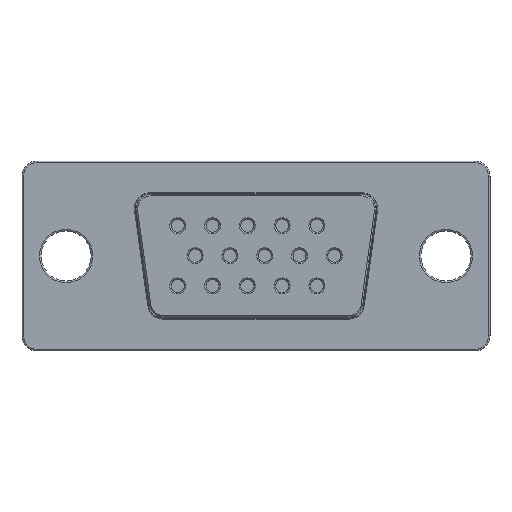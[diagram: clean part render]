
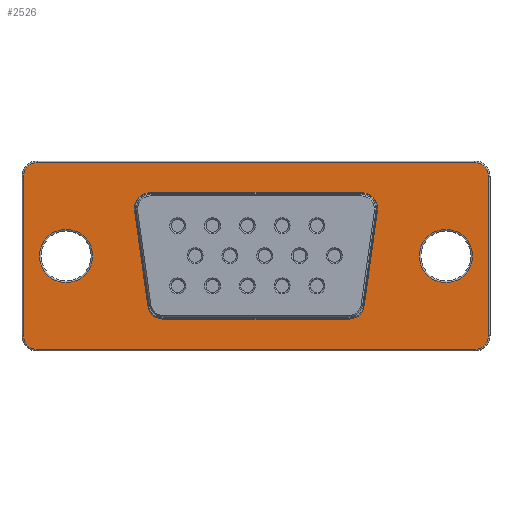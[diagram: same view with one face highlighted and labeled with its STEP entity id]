
A CAD part, top view. The second image highlights one B-rep face of the part: STEP entity #2526.
In plain terms, the highlighted planar face has unit normal (0, 0, 1).
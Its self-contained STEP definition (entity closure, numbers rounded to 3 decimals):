
#2275 = VERTEX_POINT('',#2276);
#2276 = CARTESIAN_POINT('',(-18.408,4.17,4.7));
#2285 = VERTEX_POINT('',#2286);
#2286 = CARTESIAN_POINT('',(-19.308,3.27,4.7));
#2293 = EDGE_CURVE('',#2275,#2285,#2294,.T.);
#2294 = CIRCLE('',#2295,0.9);
#2295 = AXIS2_PLACEMENT_3D('',#2296,#2297,#2298);
#2296 = CARTESIAN_POINT('',(-18.408,3.27,4.7));
#2297 = DIRECTION('',(0.,0.,1.));
#2298 = DIRECTION('',(0.,1.,0.));
#2309 = VERTEX_POINT('',#2310);
#2310 = CARTESIAN_POINT('',(10.393,4.17,4.7));
#2317 = EDGE_CURVE('',#2309,#2275,#2318,.T.);
#2318 = LINE('',#2319,#2320);
#2319 = CARTESIAN_POINT('',(10.393,4.17,4.7));
#2320 = VECTOR('',#2321,1.);
#2321 = DIRECTION('',(-1.,0.,0.));
#2334 = EDGE_CURVE('',#2285,#2335,#2337,.T.);
#2335 = VERTEX_POINT('',#2336);
#2336 = CARTESIAN_POINT('',(-19.308,-7.23,4.7));
#2337 = LINE('',#2338,#2339);
#2338 = CARTESIAN_POINT('',(-19.308,3.27,4.7));
#2339 = VECTOR('',#2340,1.);
#2340 = DIRECTION('',(0.,-1.,0.));
#2359 = VERTEX_POINT('',#2360);
#2360 = CARTESIAN_POINT('',(11.293,3.27,4.7));
#2369 = EDGE_CURVE('',#2359,#2309,#2370,.T.);
#2370 = CIRCLE('',#2371,0.9);
#2371 = AXIS2_PLACEMENT_3D('',#2372,#2373,#2374);
#2372 = CARTESIAN_POINT('',(10.393,3.27,4.7));
#2373 = DIRECTION('',(0.,0.,1.));
#2374 = DIRECTION('',(1.,0.,0.));
#2387 = VERTEX_POINT('',#2388);
#2388 = CARTESIAN_POINT('',(-18.408,-8.13,4.7));
#2395 = EDGE_CURVE('',#2335,#2387,#2396,.T.);
#2396 = CIRCLE('',#2397,0.9);
#2397 = AXIS2_PLACEMENT_3D('',#2398,#2399,#2400);
#2398 = CARTESIAN_POINT('',(-18.408,-7.23,4.7));
#2399 = DIRECTION('',(0.,0.,1.));
#2400 = DIRECTION('',(-1.,0.,0.));
#2411 = VERTEX_POINT('',#2412);
#2412 = CARTESIAN_POINT('',(11.293,-7.23,4.7));
#2419 = EDGE_CURVE('',#2411,#2359,#2420,.T.);
#2420 = LINE('',#2421,#2422);
#2421 = CARTESIAN_POINT('',(11.293,-7.23,4.7));
#2422 = VECTOR('',#2423,1.);
#2423 = DIRECTION('',(0.,1.,0.));
#2436 = EDGE_CURVE('',#2387,#2437,#2439,.T.);
#2437 = VERTEX_POINT('',#2438);
#2438 = CARTESIAN_POINT('',(10.393,-8.13,4.7));
#2439 = LINE('',#2440,#2441);
#2440 = CARTESIAN_POINT('',(-18.408,-8.13,4.7));
#2441 = VECTOR('',#2442,1.);
#2442 = DIRECTION('',(1.,0.,0.));
#2463 = EDGE_CURVE('',#2437,#2411,#2464,.T.);
#2464 = CIRCLE('',#2465,0.9);
#2465 = AXIS2_PLACEMENT_3D('',#2466,#2467,#2468);
#2466 = CARTESIAN_POINT('',(10.393,-7.23,4.7));
#2467 = DIRECTION('',(0.,0.,1.));
#2468 = DIRECTION('',(0.,-1.,0.));
#2479 = VERTEX_POINT('',#2480);
#2480 = CARTESIAN_POINT('',(10.243,-1.98,4.7));
#2489 = EDGE_CURVE('',#2479,#2479,#2490,.T.);
#2490 = CIRCLE('',#2491,1.75);
#2491 = AXIS2_PLACEMENT_3D('',#2492,#2493,#2494);
#2492 = CARTESIAN_POINT('',(8.493,-1.98,4.7));
#2493 = DIRECTION('',(0.,0.,1.));
#2494 = DIRECTION('',(1.,0.,0.));
#2505 = VERTEX_POINT('',#2506);
#2506 = CARTESIAN_POINT('',(-14.758,-1.98,4.7));
#2515 = EDGE_CURVE('',#2505,#2505,#2516,.T.);
#2516 = CIRCLE('',#2517,1.75);
#2517 = AXIS2_PLACEMENT_3D('',#2518,#2519,#2520);
#2518 = CARTESIAN_POINT('',(-16.508,-1.98,4.7));
#2519 = DIRECTION('',(0.,0.,1.));
#2520 = DIRECTION('',(1.,0.,0.));
#2526 = ADVANCED_FACE('',(#2527,#2537,#2540,#2610),#2613,.T.);
#2527 = FACE_BOUND('',#2528,.T.);
#2528 = EDGE_LOOP('',(#2529,#2530,#2531,#2532,#2533,#2534,#2535,#2536));
#2529 = ORIENTED_EDGE('',*,*,#2293,.T.);
#2530 = ORIENTED_EDGE('',*,*,#2334,.T.);
#2531 = ORIENTED_EDGE('',*,*,#2395,.T.);
#2532 = ORIENTED_EDGE('',*,*,#2436,.T.);
#2533 = ORIENTED_EDGE('',*,*,#2463,.T.);
#2534 = ORIENTED_EDGE('',*,*,#2419,.T.);
#2535 = ORIENTED_EDGE('',*,*,#2369,.T.);
#2536 = ORIENTED_EDGE('',*,*,#2317,.T.);
#2537 = FACE_BOUND('',#2538,.T.);
#2538 = EDGE_LOOP('',(#2539));
#2539 = ORIENTED_EDGE('',*,*,#2515,.F.);
#2540 = FACE_BOUND('',#2541,.T.);
#2541 = EDGE_LOOP('',(#2542,#2552,#2561,#2569,#2578,#2586,#2595,#2603));
#2542 = ORIENTED_EDGE('',*,*,#2543,.T.);
#2543 = EDGE_CURVE('',#2544,#2546,#2548,.T.);
#2544 = VERTEX_POINT('',#2545);
#2545 = CARTESIAN_POINT('',(2.126,-6.13,4.7));
#2546 = VERTEX_POINT('',#2547);
#2547 = CARTESIAN_POINT('',(-10.141,-6.13,4.7));
#2548 = LINE('',#2549,#2550);
#2549 = CARTESIAN_POINT('',(2.998,-6.13,4.7));
#2550 = VECTOR('',#2551,1.);
#2551 = DIRECTION('',(-1.,0.,0.));
#2552 = ORIENTED_EDGE('',*,*,#2553,.T.);
#2553 = EDGE_CURVE('',#2546,#2554,#2556,.T.);
#2554 = VERTEX_POINT('',#2555);
#2555 = CARTESIAN_POINT('',(-11.132,-5.267,4.7));
#2556 = CIRCLE('',#2557,1.);
#2557 = AXIS2_PLACEMENT_3D('',#2558,#2559,#2560);
#2558 = CARTESIAN_POINT('',(-10.141,-5.13,4.7));
#2559 = DIRECTION('',(0.,0.,-1.));
#2560 = DIRECTION('',(0.,-1.,0.));
#2561 = ORIENTED_EDGE('',*,*,#2562,.T.);
#2562 = EDGE_CURVE('',#2554,#2563,#2565,.T.);
#2563 = VERTEX_POINT('',#2564);
#2564 = CARTESIAN_POINT('',(-12.001,1.033,4.7));
#2565 = LINE('',#2566,#2567);
#2566 = CARTESIAN_POINT('',(-11.013,-6.13,4.7));
#2567 = VECTOR('',#2568,1.);
#2568 = DIRECTION('',(-0.137,0.991,0.));
#2569 = ORIENTED_EDGE('',*,*,#2570,.F.);
#2570 = EDGE_CURVE('',#2571,#2563,#2573,.T.);
#2571 = VERTEX_POINT('',#2572);
#2572 = CARTESIAN_POINT('',(-11.01,2.17,4.7));
#2573 = CIRCLE('',#2574,1.);
#2574 = AXIS2_PLACEMENT_3D('',#2575,#2576,#2577);
#2575 = CARTESIAN_POINT('',(-11.01,1.17,4.7));
#2576 = DIRECTION('',(0.,0.,1.));
#2577 = DIRECTION('',(0.,-1.,0.));
#2578 = ORIENTED_EDGE('',*,*,#2579,.T.);
#2579 = EDGE_CURVE('',#2571,#2580,#2582,.T.);
#2580 = VERTEX_POINT('',#2581);
#2581 = CARTESIAN_POINT('',(2.995,2.17,4.7));
#2582 = LINE('',#2583,#2584);
#2583 = CARTESIAN_POINT('',(-12.158,2.17,4.7));
#2584 = VECTOR('',#2585,1.);
#2585 = DIRECTION('',(1.,0.,0.));
#2586 = ORIENTED_EDGE('',*,*,#2587,.T.);
#2587 = EDGE_CURVE('',#2580,#2588,#2590,.T.);
#2588 = VERTEX_POINT('',#2589);
#2589 = CARTESIAN_POINT('',(3.986,1.033,4.7));
#2590 = CIRCLE('',#2591,1.);
#2591 = AXIS2_PLACEMENT_3D('',#2592,#2593,#2594);
#2592 = CARTESIAN_POINT('',(2.995,1.17,4.7));
#2593 = DIRECTION('',(0.,0.,-1.));
#2594 = DIRECTION('',(0.,-1.,0.));
#2595 = ORIENTED_EDGE('',*,*,#2596,.T.);
#2596 = EDGE_CURVE('',#2588,#2597,#2599,.T.);
#2597 = VERTEX_POINT('',#2598);
#2598 = CARTESIAN_POINT('',(3.117,-5.267,4.7));
#2599 = LINE('',#2600,#2601);
#2600 = CARTESIAN_POINT('',(4.143,2.17,4.7));
#2601 = VECTOR('',#2602,1.);
#2602 = DIRECTION('',(-0.137,-0.991,0.));
#2603 = ORIENTED_EDGE('',*,*,#2604,.T.);
#2604 = EDGE_CURVE('',#2597,#2544,#2605,.T.);
#2605 = CIRCLE('',#2606,1.);
#2606 = AXIS2_PLACEMENT_3D('',#2607,#2608,#2609);
#2607 = CARTESIAN_POINT('',(2.126,-5.13,4.7));
#2608 = DIRECTION('',(0.,0.,-1.));
#2609 = DIRECTION('',(0.,-1.,0.));
#2610 = FACE_BOUND('',#2611,.T.);
#2611 = EDGE_LOOP('',(#2612));
#2612 = ORIENTED_EDGE('',*,*,#2489,.F.);
#2613 = PLANE('',#2614);
#2614 = AXIS2_PLACEMENT_3D('',#2615,#2616,#2617);
#2615 = CARTESIAN_POINT('',(-4.008,-1.98,4.7));
#2616 = DIRECTION('',(0.,0.,1.));
#2617 = DIRECTION('',(1.,0.,0.));
